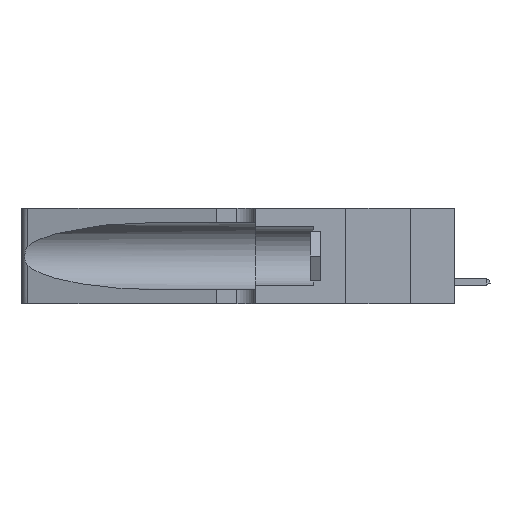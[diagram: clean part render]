
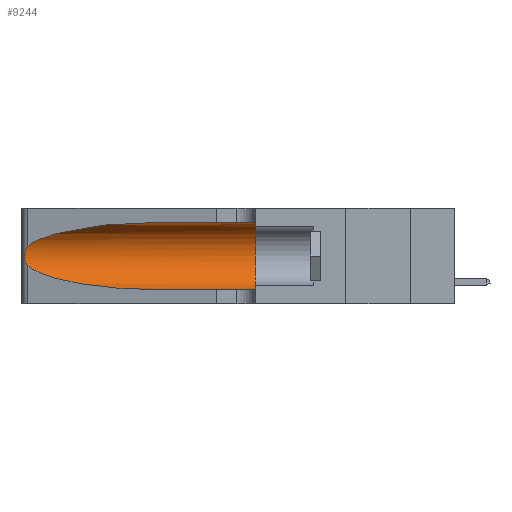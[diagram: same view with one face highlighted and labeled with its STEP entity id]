
A CAD part, left-side view. The second image highlights one B-rep face of the part: STEP entity #9244.
In plain terms, the highlighted cylindrical face has radius 3.308 mm (diameter 6.617 mm), a partial arc.
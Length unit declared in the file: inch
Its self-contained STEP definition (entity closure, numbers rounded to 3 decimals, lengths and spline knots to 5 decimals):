
#141 = EDGE_CURVE ( 'NONE', #2172, #17487, #25271, .T. ) ;
#640 = CARTESIAN_POINT ( 'NONE',  ( 0.2373, 1.15595, 0.08982 ) ) ;
#1258 = EDGE_CURVE ( 'NONE', #2172, #26527, #15590, .T. ) ;
#1724 = CARTESIAN_POINT ( 'NONE',  ( 0.25854, 1.2359, 0.20912 ) ) ;
#2172 = VERTEX_POINT ( 'NONE', #20885 ) ;
#2855 = B_SPLINE_CURVE_WITH_KNOTS ( 'NONE', 3,
 ( #15084, #16989, #12965, #27858, #1724, #6072, #8562, #25736, #4133, #6173, #10684, #4036, #17086, #23901 ),
 .UNSPECIFIED., .F., .F.,
 ( 4, 2, 2, 2, 2, 2, 4 ),
 ( 0., 0.00027, 0.00053, 0.00107, 0.0016, 0.00187, 0.00214 ),
 .UNSPECIFIED. ) ;
#4036 = CARTESIAN_POINT ( 'NONE',  ( 0.25639, 1.23186, 0.15144 ) ) ;
#4133 = CARTESIAN_POINT ( 'NONE',  ( 0.26017, 1.23833, 0.17102 ) ) ;
#5399 = CARTESIAN_POINT ( 'NONE',  ( 0.1305, 1.61858, 0.05475 ) ) ;
#5723 = CYLINDRICAL_SURFACE ( 'NONE', #24218, 0.13025 ) ;
#5752 =( BOUNDED_CURVE ( )  B_SPLINE_CURVE ( 3, ( #15826, #640, #16113, #9508 ),
 .UNSPECIFIED., .F., .T. ) 
 B_SPLINE_CURVE_WITH_KNOTS ( ( 4, 4 ),
 ( 3.44316, 4.71239 ),
 .UNSPECIFIED. ) 
 CURVE ( )  GEOMETRIC_REPRESENTATION_ITEM ( )  RATIONAL_B_SPLINE_CURVE ( ( 1., 0.87, 0.87, 1. ) ) 
 REPRESENTATION_ITEM ( '' )  );
#5909 = EDGE_CURVE ( 'NONE', #17487, #20225, #10327, .T. ) ;
#6072 = CARTESIAN_POINT ( 'NONE',  ( 0.26018, 1.23835, 0.19895 ) ) ;
#6173 = CARTESIAN_POINT ( 'NONE',  ( 0.25856, 1.23593, 0.16098 ) ) ;
#6232 = DIRECTION ( 'NONE',  ( 0., -1., 0. ) ) ;
#6475 = ORIENTED_EDGE ( 'NONE', *, *, #22376, .T. ) ;
#7608 = CARTESIAN_POINT ( 'NONE',  ( 0.25487, 1.22718, 0.22369 ) ) ;
#7649 = CARTESIAN_POINT ( 'NONE',  ( 0.1305, 0.72297, 0.05475 ) ) ;
#8049 = ORIENTED_EDGE ( 'NONE', *, *, #1258, .T. ) ;
#8520 = CARTESIAN_POINT ( 'NONE',  ( 0.1305, 1.61858, 0.185 ) ) ;
#8562 = CARTESIAN_POINT ( 'NONE',  ( 0.26075, 1.23896, 0.19203 ) ) ;
#9244 = ADVANCED_FACE ( 'NONE', ( #19733 ), #5723, .F. ) ;
#9492 = CARTESIAN_POINT ( 'NONE',  ( 0.25487, 1.22718, 0.22369 ) ) ;
#9508 = CARTESIAN_POINT ( 'NONE',  ( 0.1305, 0.72297, 0.05475 ) ) ;
#10327 = CIRCLE ( 'NONE', #24339, 0.13025 ) ;
#10684 = CARTESIAN_POINT ( 'NONE',  ( 0.25789, 1.23486, 0.15765 ) ) ;
#12846 = CARTESIAN_POINT ( 'NONE',  ( 0.1305, 0.35, 0.185 ) ) ;
#12965 = CARTESIAN_POINT ( 'NONE',  ( 0.25639, 1.23184, 0.21858 ) ) ;
#13126 = ORIENTED_EDGE ( 'NONE', *, *, #13704, .T. ) ;
#13215 = EDGE_LOOP ( 'NONE', ( #8049, #26733, #6475, #13126, #28047, #15107 ) ) ;
#13704 = EDGE_CURVE ( 'NONE', #18998, #20225, #15219, .T. ) ;
#14874 = VECTOR ( 'NONE', #26983, 39.37008 ) ;
#15046 = CARTESIAN_POINT ( 'NONE',  ( 0.1305, 1.61858, 0.31525 ) ) ;
#15084 = CARTESIAN_POINT ( 'NONE',  ( 0.25487, 1.22718, 0.22369 ) ) ;
#15107 = ORIENTED_EDGE ( 'NONE', *, *, #141, .F. ) ;
#15219 = LINE ( 'NONE', #5399, #14874 ) ;
#15590 =( BOUNDED_CURVE ( )  B_SPLINE_CURVE ( 3, ( #16506, #27383, #20587, #7608 ),
 .UNSPECIFIED., .F., .F. ) 
 B_SPLINE_CURVE_WITH_KNOTS ( ( 4, 4 ),
 ( 1.5708, 2.84003 ),
 .UNSPECIFIED. ) 
 CURVE ( )  GEOMETRIC_REPRESENTATION_ITEM ( )  RATIONAL_B_SPLINE_CURVE ( ( 1., 0.87, 0.87, 1. ) ) 
 REPRESENTATION_ITEM ( '' )  );
#15710 = CARTESIAN_POINT ( 'NONE',  ( 0.25487, 1.22718, 0.14631 ) ) ;
#15826 = CARTESIAN_POINT ( 'NONE',  ( 0.25487, 1.22718, 0.14631 ) ) ;
#16113 = CARTESIAN_POINT ( 'NONE',  ( 0.18966, 0.96281, 0.05475 ) ) ;
#16506 = CARTESIAN_POINT ( 'NONE',  ( 0.1305, 0.72297, 0.31525 ) ) ;
#16989 = CARTESIAN_POINT ( 'NONE',  ( 0.25555, 1.22994, 0.2215 ) ) ;
#17086 = CARTESIAN_POINT ( 'NONE',  ( 0.25555, 1.22993, 0.14849 ) ) ;
#17125 = VECTOR ( 'NONE', #6232, 39.37008 ) ;
#17336 = DIRECTION ( 'NONE',  ( 0., 0., -1. ) ) ;
#17487 = VERTEX_POINT ( 'NONE', #19499 ) ;
#17935 = DIRECTION ( 'NONE',  ( 0., 0., 1. ) ) ;
#18998 = VERTEX_POINT ( 'NONE', #7649 ) ;
#19499 = CARTESIAN_POINT ( 'NONE',  ( 0.1305, 0.35, 0.31525 ) ) ;
#19733 = FACE_OUTER_BOUND ( 'NONE', #13215, .T. ) ;
#20225 = VERTEX_POINT ( 'NONE', #28341 ) ;
#20587 = CARTESIAN_POINT ( 'NONE',  ( 0.2373, 1.15595, 0.28018 ) ) ;
#20866 = VERTEX_POINT ( 'NONE', #15710 ) ;
#20885 = CARTESIAN_POINT ( 'NONE',  ( 0.1305, 0.72297, 0.31525 ) ) ;
#21615 = DIRECTION ( 'NONE',  ( 0., 1., 0. ) ) ;
#22376 = EDGE_CURVE ( 'NONE', #20866, #18998, #5752, .T. ) ;
#23901 = CARTESIAN_POINT ( 'NONE',  ( 0.25487, 1.22718, 0.14631 ) ) ;
#24218 = AXIS2_PLACEMENT_3D ( 'NONE', #8520, #25980, #17336 ) ;
#24339 = AXIS2_PLACEMENT_3D ( 'NONE', #12846, #21615, #17935 ) ;
#25271 = LINE ( 'NONE', #15046, #17125 ) ;
#25648 = EDGE_CURVE ( 'NONE', #26527, #20866, #2855, .T. ) ;
#25736 = CARTESIAN_POINT ( 'NONE',  ( 0.26075, 1.23896, 0.178 ) ) ;
#25980 = DIRECTION ( 'NONE',  ( 0., -1., 0. ) ) ;
#26527 = VERTEX_POINT ( 'NONE', #9492 ) ;
#26733 = ORIENTED_EDGE ( 'NONE', *, *, #25648, .T. ) ;
#26983 = DIRECTION ( 'NONE',  ( 0., -1., 0. ) ) ;
#27383 = CARTESIAN_POINT ( 'NONE',  ( 0.18966, 0.96281, 0.31525 ) ) ;
#27858 = CARTESIAN_POINT ( 'NONE',  ( 0.25787, 1.23484, 0.2124 ) ) ;
#28047 = ORIENTED_EDGE ( 'NONE', *, *, #5909, .F. ) ;
#28341 = CARTESIAN_POINT ( 'NONE',  ( 0.1305, 0.35, 0.05475 ) ) ;
